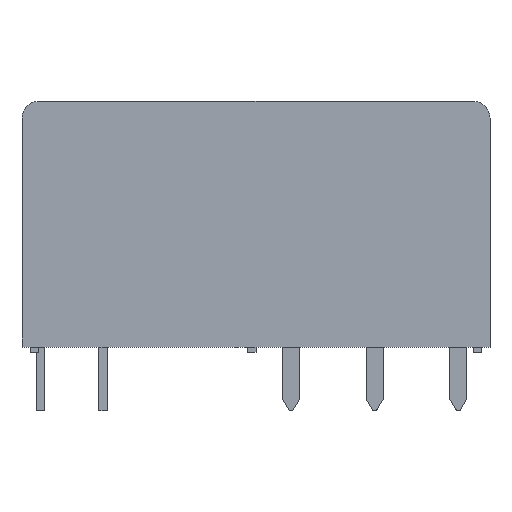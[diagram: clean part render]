
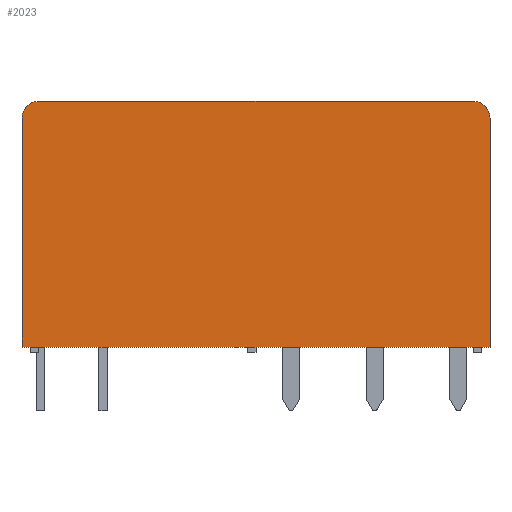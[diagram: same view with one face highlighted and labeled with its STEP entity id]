
A CAD part, top view. The second image highlights one B-rep face of the part: STEP entity #2023.
In plain terms, the highlighted planar face has unit normal (0, 0, 1).
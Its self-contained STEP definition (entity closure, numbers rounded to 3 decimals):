
#5 = ORIENTED_EDGE ( 'NONE', *, *, #1414, .F. ) ;
#84 = AXIS2_PLACEMENT_3D ( 'NONE', #1011, #601, #2428 ) ;
#108 = CARTESIAN_POINT ( 'NONE',  ( 14., 13.7, 2.5 ) ) ;
#234 = VERTEX_POINT ( 'NONE', #2571 ) ;
#241 = ORIENTED_EDGE ( 'NONE', *, *, #2252, .F. ) ;
#259 = AXIS2_PLACEMENT_3D ( 'NONE', #935, #324, #2345 ) ;
#324 = DIRECTION ( 'NONE',  ( 0., 0., 1. ) ) ;
#336 = VECTOR ( 'NONE', #845, 1000. ) ;
#357 = CIRCLE ( 'NONE', #2193, 1. ) ;
#372 = CARTESIAN_POINT ( 'NONE',  ( -14., 0., 2.5 ) ) ;
#385 = DIRECTION ( 'NONE',  ( 0., 0., -1. ) ) ;
#445 = LINE ( 'NONE', #627, #336 ) ;
#476 = EDGE_CURVE ( 'NONE', #2459, #813, #2467, .T. ) ;
#601 = DIRECTION ( 'NONE',  ( 0., 0., -1. ) ) ;
#627 = CARTESIAN_POINT ( 'NONE',  ( -14., 0., 2.5 ) ) ;
#641 = EDGE_LOOP ( 'NONE', ( #2425, #5, #963, #241, #1978, #2574 ) ) ;
#665 = EDGE_CURVE ( 'NONE', #234, #1683, #445, .T. ) ;
#813 = VERTEX_POINT ( 'NONE', #1289 ) ;
#845 = DIRECTION ( 'NONE',  ( 0., 1., 0. ) ) ;
#891 = EDGE_CURVE ( 'NONE', #1321, #1184, #2136, .T. ) ;
#900 = CARTESIAN_POINT ( 'NONE',  ( -14., 13.7, 2.5 ) ) ;
#906 = VECTOR ( 'NONE', #1127, 1000. ) ;
#924 = CARTESIAN_POINT ( 'NONE',  ( -13., 14.7, 2.5 ) ) ;
#935 = CARTESIAN_POINT ( 'NONE',  ( 0., 7.273, 2.5 ) ) ;
#963 = ORIENTED_EDGE ( 'NONE', *, *, #665, .F. ) ;
#1011 = CARTESIAN_POINT ( 'NONE',  ( 13., 13.7, 2.5 ) ) ;
#1127 = DIRECTION ( 'NONE',  ( 0., -1., 0. ) ) ;
#1179 = LINE ( 'NONE', #372, #2178 ) ;
#1184 = VERTEX_POINT ( 'NONE', #2463 ) ;
#1189 = DIRECTION ( 'NONE',  ( -1., 0., 0. ) ) ;
#1289 = CARTESIAN_POINT ( 'NONE',  ( 13., 14.7, 2.5 ) ) ;
#1321 = VERTEX_POINT ( 'NONE', #1583 ) ;
#1414 = EDGE_CURVE ( 'NONE', #1683, #2459, #357, .T. ) ;
#1555 = CARTESIAN_POINT ( 'NONE',  ( -13., 14.7, 2.5 ) ) ;
#1583 = CARTESIAN_POINT ( 'NONE',  ( 14., 13.7, 2.5 ) ) ;
#1683 = VERTEX_POINT ( 'NONE', #900 ) ;
#1704 = CIRCLE ( 'NONE', #84, 1. ) ;
#1925 = PLANE ( 'NONE',  #259 ) ;
#1978 = ORIENTED_EDGE ( 'NONE', *, *, #891, .F. ) ;
#2023 = ADVANCED_FACE ( 'NONE', ( #2135 ), #1925, .T. ) ;
#2103 = VECTOR ( 'NONE', #2141, 1000. ) ;
#2135 = FACE_OUTER_BOUND ( 'NONE', #641, .T. ) ;
#2136 = LINE ( 'NONE', #108, #906 ) ;
#2141 = DIRECTION ( 'NONE',  ( 1., 0., 0. ) ) ;
#2178 = VECTOR ( 'NONE', #1189, 1000. ) ;
#2193 = AXIS2_PLACEMENT_3D ( 'NONE', #2219, #385, #2230 ) ;
#2219 = CARTESIAN_POINT ( 'NONE',  ( -13., 13.7, 2.5 ) ) ;
#2230 = DIRECTION ( 'NONE',  ( 1., 0., 0. ) ) ;
#2252 = EDGE_CURVE ( 'NONE', #1184, #234, #1179, .T. ) ;
#2345 = DIRECTION ( 'NONE',  ( 1., 0., 0. ) ) ;
#2425 = ORIENTED_EDGE ( 'NONE', *, *, #476, .F. ) ;
#2428 = DIRECTION ( 'NONE',  ( 1., 0., 0. ) ) ;
#2459 = VERTEX_POINT ( 'NONE', #1555 ) ;
#2463 = CARTESIAN_POINT ( 'NONE',  ( 14., 0., 2.5 ) ) ;
#2467 = LINE ( 'NONE', #924, #2103 ) ;
#2526 = EDGE_CURVE ( 'NONE', #813, #1321, #1704, .T. ) ;
#2571 = CARTESIAN_POINT ( 'NONE',  ( -14., 0., 2.5 ) ) ;
#2574 = ORIENTED_EDGE ( 'NONE', *, *, #2526, .F. ) ;
